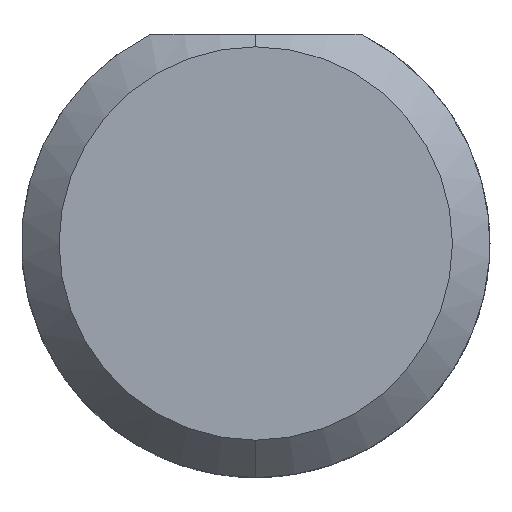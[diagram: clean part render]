
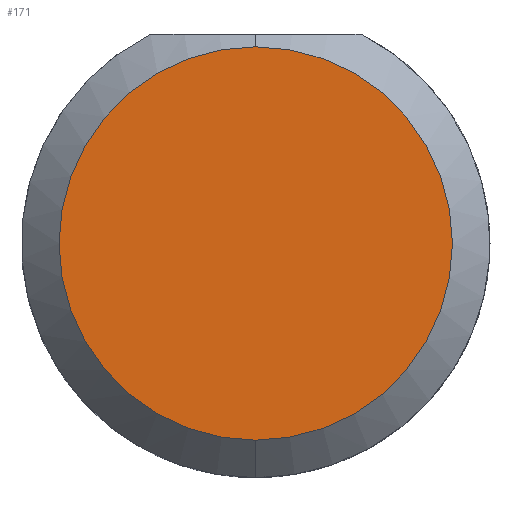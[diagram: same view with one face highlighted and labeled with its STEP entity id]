
A CAD part, left-side view. The second image highlights one B-rep face of the part: STEP entity #171.
In plain terms, the highlighted planar face has unit normal (-1, 0, 0).
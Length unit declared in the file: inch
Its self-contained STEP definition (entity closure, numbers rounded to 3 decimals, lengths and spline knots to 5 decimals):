
#65 = VERTEX_POINT ( 'NONE', #115 ) ;
#79 = DIRECTION ( 'NONE',  ( 0., 0., -1. ) ) ;
#88 = ORIENTED_EDGE ( 'NONE', *, *, #623, .T. ) ;
#115 = CARTESIAN_POINT ( 'NONE',  ( 0., 0., -0.0786 ) ) ;
#156 = DIRECTION ( 'NONE',  ( -1., 0., 0. ) ) ;
#171 = ADVANCED_FACE ( 'NONE', ( #597 ), #482, .F. ) ;
#245 = EDGE_LOOP ( 'NONE', ( #88, #519 ) ) ;
#247 = DIRECTION ( 'NONE',  ( 0., 0., 1. ) ) ;
#273 = AXIS2_PLACEMENT_3D ( 'NONE', #563, #156, #351 ) ;
#276 = DIRECTION ( 'NONE',  ( 1., 0., 0. ) ) ;
#306 = CIRCLE ( 'NONE', #379, 0.0786 ) ;
#351 = DIRECTION ( 'NONE',  ( 0., 0., 1. ) ) ;
#379 = AXIS2_PLACEMENT_3D ( 'NONE', #503, #401, #247 ) ;
#401 = DIRECTION ( 'NONE',  ( -1., 0., 0. ) ) ;
#436 = VERTEX_POINT ( 'NONE', #502 ) ;
#482 = PLANE ( 'NONE',  #541 ) ;
#502 = CARTESIAN_POINT ( 'NONE',  ( 0., 0., 0.0786 ) ) ;
#503 = CARTESIAN_POINT ( 'NONE',  ( 0., 0., 0. ) ) ;
#519 = ORIENTED_EDGE ( 'NONE', *, *, #544, .T. ) ;
#532 = CIRCLE ( 'NONE', #273, 0.0786 ) ;
#537 = CARTESIAN_POINT ( 'NONE',  ( 0., 0., 0. ) ) ;
#541 = AXIS2_PLACEMENT_3D ( 'NONE', #537, #276, #79 ) ;
#544 = EDGE_CURVE ( 'NONE', #436, #65, #532, .T. ) ;
#563 = CARTESIAN_POINT ( 'NONE',  ( 0., 0., 0. ) ) ;
#597 = FACE_OUTER_BOUND ( 'NONE', #245, .T. ) ;
#623 = EDGE_CURVE ( 'NONE', #65, #436, #306, .T. ) ;
